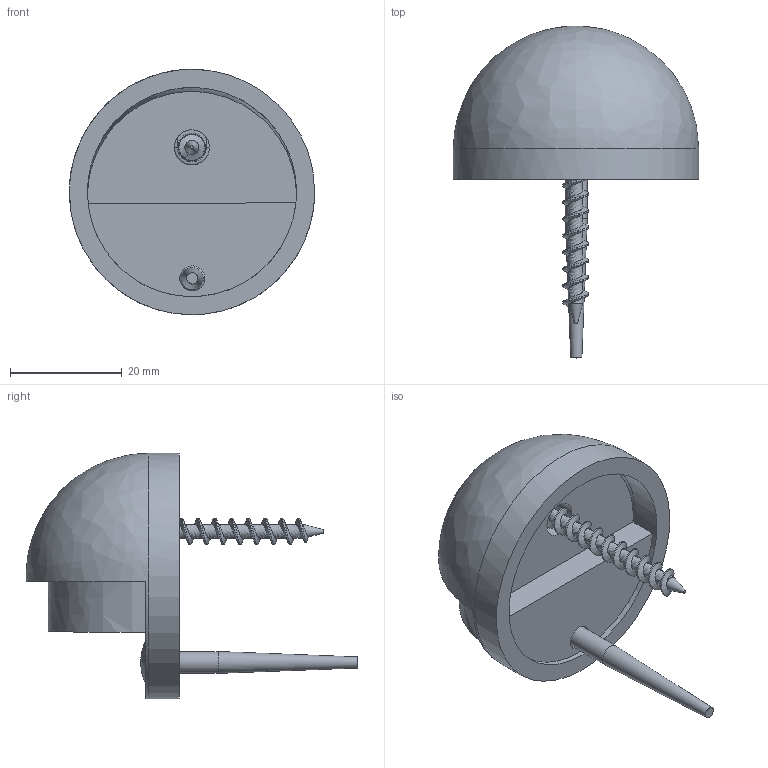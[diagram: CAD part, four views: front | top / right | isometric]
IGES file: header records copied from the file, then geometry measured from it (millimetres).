
Global section: file name: P4011; native system: Autodesk Inventor 2018; preprocessor: unknown; author: ashami; date: 20180911.114537; units: millimetre
Bounding box: 44 x 59.5 x 43.99 mm (x, y, z)
Volume: 20109.4 mm3; surface area: 10482.1 mm2
Topology: 4 solids, 4 shells, 56 faces, 149 edges, 100 vertices
Faces by surface type: bspline 56
